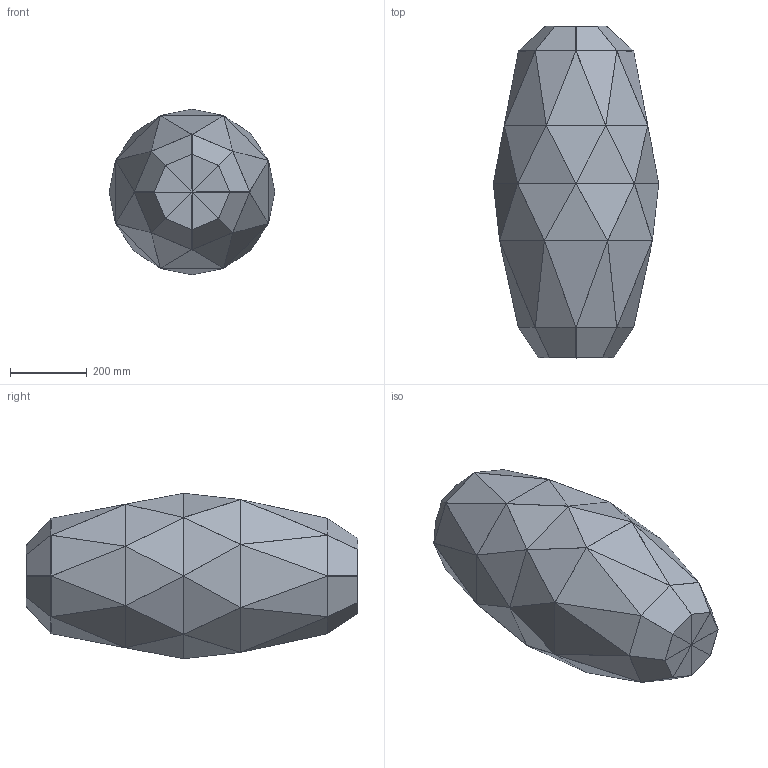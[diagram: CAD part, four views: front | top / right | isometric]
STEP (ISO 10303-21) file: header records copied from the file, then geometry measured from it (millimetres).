
FILE_DESCRIPTION (( 'STEP AP214' ), '1' );
FILE_NAME ('SjoepennaFloorLampV2.STEP', '2018-10-30T16:17:47', ( '' ), ( '' ), 'SwSTEP 2.0', 'SolidWorks 2013', '' );
FILE_SCHEMA (( 'AUTOMOTIVE_DESIGN' ));
Length unit declared in the file: millimetre
Products named in the file (2): SjoepennaFloorLampV2; spacerLamp
Assembly tree (8 placements, depth 2):
  SjoepennaFloorLampV2
    spacerLamp  x8
Bounding box: 431.17 x 865 x 431.17 mm (x, y, z)
Volume: 210345.1 mm3; surface area: 2107253.5 mm2
Topology: 8 solids, 8 shells, 464 faces, 864 edges, 416 vertices
Faces by surface type: plane 448, bspline 16
Entity records: 1576 total; most frequent: CARTESIAN_POINT 481, ORIENTED_EDGE 216, DIRECTION 180, EDGE_CURVE 108, AXIS2_PLACEMENT_3D 67, B_SPLINE_CURVE_WITH_KNOTS 62, EDGE_LOOP 58, FACE_OUTER_BOUND 58
